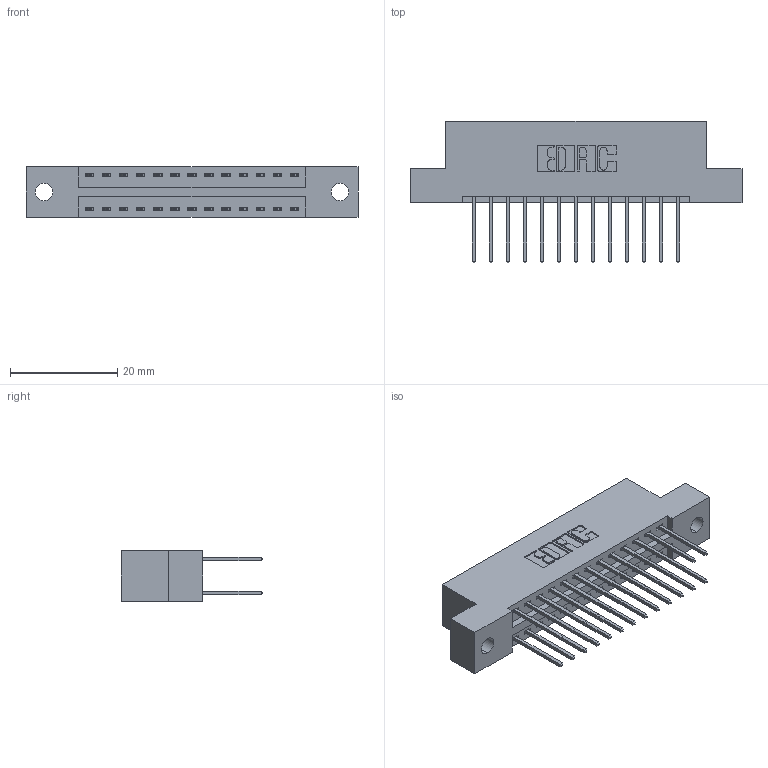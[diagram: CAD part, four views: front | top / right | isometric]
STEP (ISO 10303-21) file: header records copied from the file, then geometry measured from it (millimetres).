
FILE_DESCRIPTION (( 'STEP AP203' ), '1' );
FILE_NAME ('396-026-522-202.STEP', '2018-09-04T23:40:50', ( '' ), ( '' ), 'SwSTEP 2.0', 'SolidWorks 2016', '' );
FILE_SCHEMA (( 'CONFIG_CONTROL_DESIGN' ));
Length unit declared in the file: inch
Products named in the file (3): 345-292-001_345-293-122; 396-026-522-202; 346 Part_Flush Mounting Lugs - 0.128 Dia
Assembly tree (27 placements, depth 2):
  396-026-522-202
    346 Part_Flush Mounting Lugs - 0.128 Dia
    345-292-001_345-293-122  x26
Bounding box: 61.85 x 26.42 x 9.4 mm (x, y, z)
Volume: 5835.7 mm3; surface area: 7605.4 mm2
Topology: 27 solids, 27 shells, 1474 faces, 4359 edges, 2870 vertices
Faces by surface type: plane 986, cylinder 488
Entity records: 12409 total; most frequent: CARTESIAN_POINT 2084, ORIENTED_EDGE 2018, DIRECTION 1889, EDGE_CURVE 1009, VECTOR 825, LINE 825, VERTEX_POINT 670, AXIS2_PLACEMENT_3D 532
